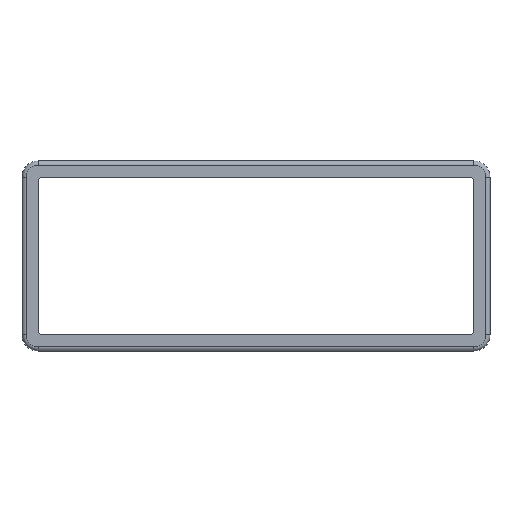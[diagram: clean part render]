
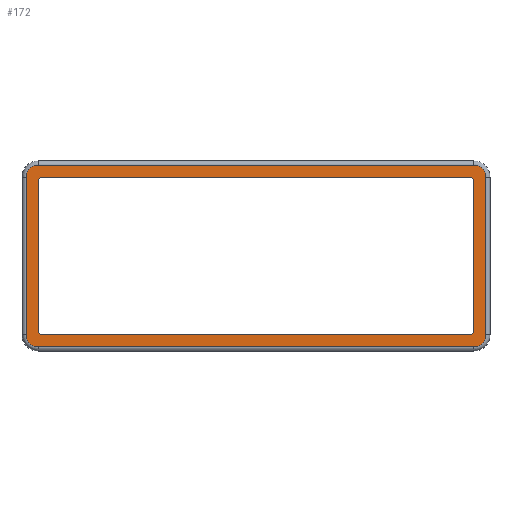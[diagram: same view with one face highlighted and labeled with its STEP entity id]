
A CAD part, top view. The second image highlights one B-rep face of the part: STEP entity #172.
In plain terms, the highlighted planar face has unit normal (0, 0, 1).
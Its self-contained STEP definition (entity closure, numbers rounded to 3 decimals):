
#27=CARTESIAN_POINT('',(0.,0.,17.6));
#28=DIRECTION('',(0.,0.,1.));
#29=DIRECTION('',(1.,0.,0.));
#30=AXIS2_PLACEMENT_3D('',#27,#28,#29);
#31=PLANE('',#30);
#32=CARTESIAN_POINT('',(55.65,34.338,17.6));
#33=VERTEX_POINT('',#32);
#34=CARTESIAN_POINT('',(-208.05,34.338,17.6));
#35=VERTEX_POINT('',#34);
#36=CARTESIAN_POINT('',(55.65,34.338,17.6));
#37=DIRECTION('',(-1.,0.,0.));
#38=VECTOR('',#37,263.7);
#39=LINE('',#36,#38);
#40=EDGE_CURVE('',#33,#35,#39,.T.);
#41=ORIENTED_EDGE('',*,*,#40,.F.);
#42=CARTESIAN_POINT('',(58.15,31.838,17.6));
#43=VERTEX_POINT('',#42);
#44=CARTESIAN_POINT('',(55.65,31.838,17.6));
#45=DIRECTION('',(-0.,-0.,-1.));
#46=DIRECTION('',(1.,0.,-0.));
#47=AXIS2_PLACEMENT_3D('',#44,#45,#46);
#48=CIRCLE('',#47,2.5);
#49=EDGE_CURVE('',#33,#43,#48,.T.);
#50=ORIENTED_EDGE('',*,*,#49,.T.);
#51=CARTESIAN_POINT('',(58.15,-60.413,17.6));
#52=VERTEX_POINT('',#51);
#53=CARTESIAN_POINT('',(58.15,31.838,17.6));
#54=DIRECTION('',(0.,-1.,0.));
#55=VECTOR('',#54,92.25);
#56=LINE('',#53,#55);
#57=EDGE_CURVE('',#43,#52,#56,.T.);
#58=ORIENTED_EDGE('',*,*,#57,.T.);
#59=CARTESIAN_POINT('',(55.65,-62.913,17.6));
#60=VERTEX_POINT('',#59);
#61=CARTESIAN_POINT('',(55.65,-60.413,17.6));
#62=DIRECTION('',(-0.,-0.,-1.));
#63=DIRECTION('',(1.,0.,-0.));
#64=AXIS2_PLACEMENT_3D('',#61,#62,#63);
#65=CIRCLE('',#64,2.5);
#66=EDGE_CURVE('',#52,#60,#65,.T.);
#67=ORIENTED_EDGE('',*,*,#66,.T.);
#68=CARTESIAN_POINT('',(-208.05,-62.913,17.6));
#69=VERTEX_POINT('',#68);
#70=CARTESIAN_POINT('',(-208.05,-62.913,17.6));
#71=DIRECTION('',(1.,0.,-0.));
#72=VECTOR('',#71,263.7);
#73=LINE('',#70,#72);
#74=EDGE_CURVE('',#69,#60,#73,.T.);
#75=ORIENTED_EDGE('',*,*,#74,.F.);
#76=CARTESIAN_POINT('',(-210.55,-60.413,17.6));
#77=VERTEX_POINT('',#76);
#78=CARTESIAN_POINT('',(-208.05,-60.413,17.6));
#79=DIRECTION('',(0.,0.,1.));
#80=DIRECTION('',(1.,0.,-0.));
#81=AXIS2_PLACEMENT_3D('',#78,#79,#80);
#82=CIRCLE('',#81,2.5);
#83=EDGE_CURVE('',#77,#69,#82,.T.);
#84=ORIENTED_EDGE('',*,*,#83,.F.);
#85=CARTESIAN_POINT('',(-210.55,31.838,17.6));
#86=VERTEX_POINT('',#85);
#87=CARTESIAN_POINT('',(-210.55,-60.413,17.6));
#88=DIRECTION('',(0.,1.,0.));
#89=VECTOR('',#88,92.25);
#90=LINE('',#87,#89);
#91=EDGE_CURVE('',#77,#86,#90,.T.);
#92=ORIENTED_EDGE('',*,*,#91,.T.);
#93=CARTESIAN_POINT('',(-208.05,31.838,17.6));
#94=DIRECTION('',(-0.,-0.,-1.));
#95=DIRECTION('',(1.,0.,-0.));
#96=AXIS2_PLACEMENT_3D('',#93,#94,#95);
#97=CIRCLE('',#96,2.5);
#98=EDGE_CURVE('',#86,#35,#97,.T.);
#99=ORIENTED_EDGE('',*,*,#98,.T.);
#100=EDGE_LOOP('',(#41,#50,#58,#67,#75,#84,#92,#99));
#101=FACE_BOUND('',#100,.T.);
#102=CARTESIAN_POINT('',(-218.05,34.338,17.6));
#103=VERTEX_POINT('',#102);
#104=CARTESIAN_POINT('',(-210.55,41.838,17.6));
#105=VERTEX_POINT('',#104);
#106=CARTESIAN_POINT('',(-210.55,34.338,17.6));
#107=DIRECTION('',(-0.,-0.,-1.));
#108=DIRECTION('',(1.,0.,-0.));
#109=AXIS2_PLACEMENT_3D('',#106,#107,#108);
#110=CIRCLE('',#109,7.5);
#111=EDGE_CURVE('',#103,#105,#110,.T.);
#112=ORIENTED_EDGE('',*,*,#111,.F.);
#113=CARTESIAN_POINT('',(-218.05,-62.913,17.6));
#114=VERTEX_POINT('',#113);
#115=CARTESIAN_POINT('',(-218.05,34.338,17.6));
#116=DIRECTION('',(0.,-1.,0.));
#117=VECTOR('',#116,97.25);
#118=LINE('',#115,#117);
#119=EDGE_CURVE('',#103,#114,#118,.T.);
#120=ORIENTED_EDGE('',*,*,#119,.T.);
#121=CARTESIAN_POINT('',(-210.55,-70.413,17.6));
#122=VERTEX_POINT('',#121);
#123=CARTESIAN_POINT('',(-210.55,-62.913,17.6));
#124=DIRECTION('',(0.,0.,1.));
#125=DIRECTION('',(1.,0.,-0.));
#126=AXIS2_PLACEMENT_3D('',#123,#124,#125);
#127=CIRCLE('',#126,7.5);
#128=EDGE_CURVE('',#114,#122,#127,.T.);
#129=ORIENTED_EDGE('',*,*,#128,.T.);
#130=CARTESIAN_POINT('',(58.15,-70.413,17.6));
#131=VERTEX_POINT('',#130);
#132=CARTESIAN_POINT('',(-210.55,-70.413,17.6));
#133=DIRECTION('',(1.,0.,-0.));
#134=VECTOR('',#133,268.7);
#135=LINE('',#132,#134);
#136=EDGE_CURVE('',#122,#131,#135,.T.);
#137=ORIENTED_EDGE('',*,*,#136,.T.);
#138=CARTESIAN_POINT('',(65.65,-62.913,17.6));
#139=VERTEX_POINT('',#138);
#140=CARTESIAN_POINT('',(58.15,-62.913,17.6));
#141=DIRECTION('',(0.,0.,1.));
#142=DIRECTION('',(1.,0.,-0.));
#143=AXIS2_PLACEMENT_3D('',#140,#141,#142);
#144=CIRCLE('',#143,7.5);
#145=EDGE_CURVE('',#131,#139,#144,.T.);
#146=ORIENTED_EDGE('',*,*,#145,.T.);
#147=CARTESIAN_POINT('',(65.65,34.338,17.6));
#148=VERTEX_POINT('',#147);
#149=CARTESIAN_POINT('',(65.65,-62.913,17.6));
#150=DIRECTION('',(0.,1.,0.));
#151=VECTOR('',#150,97.25);
#152=LINE('',#149,#151);
#153=EDGE_CURVE('',#139,#148,#152,.T.);
#154=ORIENTED_EDGE('',*,*,#153,.T.);
#155=CARTESIAN_POINT('',(58.15,41.838,17.6));
#156=VERTEX_POINT('',#155);
#157=CARTESIAN_POINT('',(58.15,34.338,17.6));
#158=DIRECTION('',(0.,0.,1.));
#159=DIRECTION('',(1.,0.,-0.));
#160=AXIS2_PLACEMENT_3D('',#157,#158,#159);
#161=CIRCLE('',#160,7.5);
#162=EDGE_CURVE('',#148,#156,#161,.T.);
#163=ORIENTED_EDGE('',*,*,#162,.T.);
#164=CARTESIAN_POINT('',(58.15,41.838,17.6));
#165=DIRECTION('',(-1.,-0.,0.));
#166=VECTOR('',#165,268.7);
#167=LINE('',#164,#166);
#168=EDGE_CURVE('',#156,#105,#167,.T.);
#169=ORIENTED_EDGE('',*,*,#168,.T.);
#170=EDGE_LOOP('',(#112,#120,#129,#137,#146,#154,#163,#169));
#171=FACE_BOUND('',#170,.T.);
#172=ADVANCED_FACE('',(#101,#171),#31,.T.);
